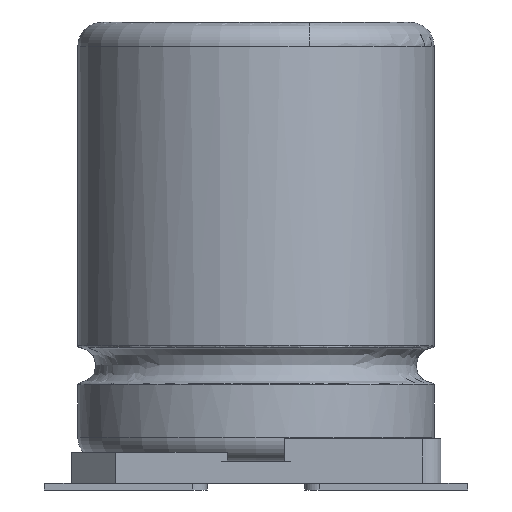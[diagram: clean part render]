
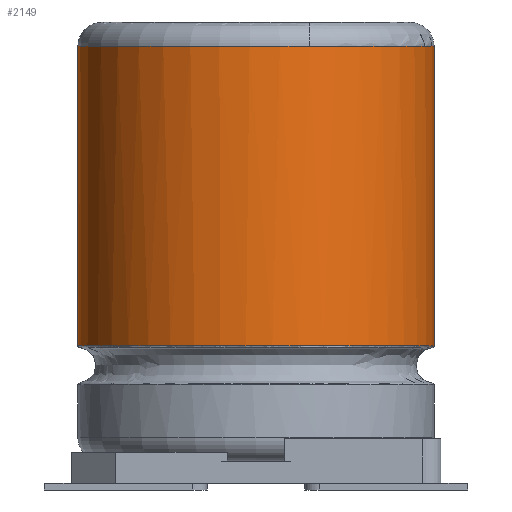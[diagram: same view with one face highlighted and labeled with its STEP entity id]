
A CAD part, front view. The second image highlights one B-rep face of the part: STEP entity #2149.
In plain terms, the highlighted cylindrical face has radius 4 mm (diameter 8 mm), a partial arc.
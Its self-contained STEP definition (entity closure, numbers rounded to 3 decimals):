
#47 = EDGE_CURVE ( 'NONE', #3936, #3491, #1534, .T. ) ;
#54 = VERTEX_POINT ( 'NONE', #2099 ) ;
#221 = VECTOR ( 'NONE', #853, 1000. ) ;
#527 = EDGE_CURVE ( 'NONE', #3054, #6413, #4447, .T. ) ;
#529 = CARTESIAN_POINT ( 'NONE',  ( 0., 0., 9.967 ) ) ;
#577 = ORIENTED_EDGE ( 'NONE', *, *, #7703, .F. ) ;
#853 = DIRECTION ( 'NONE',  ( 0., 0., 1. ) ) ;
#928 = CARTESIAN_POINT ( 'NONE',  ( -2.515, -3.575, 3.238 ) ) ;
#987 = B_SPLINE_CURVE_WITH_KNOTS ( 'NONE', 13,
 ( #2212, #7705, #1602, #5172, #2251, #3345, #4059, #3981, #5756, #928, #3386, #6455, #2781, #5215 ),
 .UNSPECIFIED., .F., .F.,
 ( 14, 14 ),
 ( 0.5, 1. ),
 .UNSPECIFIED. ) ;
#1059 = DIRECTION ( 'NONE',  ( 0., 0., -1. ) ) ;
#1534 = LINE ( 'NONE', #3987, #221 ) ;
#1602 = CARTESIAN_POINT ( 'NONE',  ( 3.747, -1.933, 3.238 ) ) ;
#1877 = DIRECTION ( 'NONE',  ( -1., 0., 0. ) ) ;
#1953 = CARTESIAN_POINT ( 'NONE',  ( -4., 0., 9.967 ) ) ;
#1974 = EDGE_CURVE ( 'NONE', #6413, #3491, #5693, .T. ) ;
#2099 = CARTESIAN_POINT ( 'NONE',  ( 4., 0., 3.238 ) ) ;
#2149 = ADVANCED_FACE ( 'NONE', ( #3394 ), #3906, .T. ) ;
#2212 = CARTESIAN_POINT ( 'NONE',  ( 4., 0., 3.238 ) ) ;
#2251 = CARTESIAN_POINT ( 'NONE',  ( 2.504, -3.577, 3.238 ) ) ;
#2708 = CARTESIAN_POINT ( 'NONE',  ( 0., 0., 3.2 ) ) ;
#2781 = CARTESIAN_POINT ( 'NONE',  ( -4., -0.953, 3.238 ) ) ;
#2847 = ORIENTED_EDGE ( 'NONE', *, *, #1974, .T. ) ;
#2985 = DIRECTION ( 'NONE',  ( -1., 0., 0. ) ) ;
#3054 = VERTEX_POINT ( 'NONE', #3274 ) ;
#3274 = CARTESIAN_POINT ( 'NONE',  ( 4., 0., 9.967 ) ) ;
#3345 = CARTESIAN_POINT ( 'NONE',  ( 1.583, -4.119, 3.238 ) ) ;
#3386 = CARTESIAN_POINT ( 'NONE',  ( -3.254, -2.816, 3.238 ) ) ;
#3394 = FACE_OUTER_BOUND ( 'NONE', #7476, .T. ) ;
#3491 = VERTEX_POINT ( 'NONE', #1953 ) ;
#3653 = ORIENTED_EDGE ( 'NONE', *, *, #527, .T. ) ;
#3686 = AXIS2_PLACEMENT_3D ( 'NONE', #4918, #7325, #1877 ) ;
#3906 = CYLINDRICAL_SURFACE ( 'NONE', #6559, 4. ) ;
#3936 = VERTEX_POINT ( 'NONE', #7877 ) ;
#3981 = CARTESIAN_POINT ( 'NONE',  ( -0.543, -4.404, 3.238 ) ) ;
#3987 = CARTESIAN_POINT ( 'NONE',  ( -4., 0., 3.2 ) ) ;
#4059 = CARTESIAN_POINT ( 'NONE',  ( 0.541, -4.403, 3.238 ) ) ;
#4447 = CIRCLE ( 'NONE', #3686, 4. ) ;
#4918 = CARTESIAN_POINT ( 'NONE',  ( 0., 0., 9.967 ) ) ;
#5002 = CARTESIAN_POINT ( 'NONE',  ( 1.2, -3.816, 9.967 ) ) ;
#5172 = CARTESIAN_POINT ( 'NONE',  ( 3.241, -2.828, 3.238 ) ) ;
#5215 = CARTESIAN_POINT ( 'NONE',  ( -4., 0., 3.238 ) ) ;
#5316 = AXIS2_PLACEMENT_3D ( 'NONE', #529, #1059, #2985 ) ;
#5693 = CIRCLE ( 'NONE', #5316, 4. ) ;
#5751 = ORIENTED_EDGE ( 'NONE', *, *, #47, .F. ) ;
#5750 = CARTESIAN_POINT ( 'NONE',  ( 4., 0., 3.2 ) ) ;
#5756 = CARTESIAN_POINT ( 'NONE',  ( -1.589, -4.12, 3.238 ) ) ;
#5779 = ORIENTED_EDGE ( 'NONE', *, *, #6518, .T. ) ;
#6413 = VERTEX_POINT ( 'NONE', #5002 ) ;
#6455 = CARTESIAN_POINT ( 'NONE',  ( -3.754, -1.916, 3.238 ) ) ;
#6518 = EDGE_CURVE ( 'NONE', #54, #3054, #7083, .T. ) ;
#6559 = AXIS2_PLACEMENT_3D ( 'NONE', #2708, #6939, #7630 ) ;
#6939 = DIRECTION ( 'NONE',  ( 0., 0., 1. ) ) ;
#6970 = DIRECTION ( 'NONE',  ( 0., 0., 1. ) ) ;
#7083 = LINE ( 'NONE', #5750, #7558 ) ;
#7325 = DIRECTION ( 'NONE',  ( 0., 0., -1. ) ) ;
#7476 = EDGE_LOOP ( 'NONE', ( #577, #5779, #3653, #2847, #5751 ) ) ;
#7558 = VECTOR ( 'NONE', #6970, 1000. ) ;
#7630 = DIRECTION ( 'NONE',  ( -1., 0., 0. ) ) ;
#7703 = EDGE_CURVE ( 'NONE', #54, #3936, #987, .T. ) ;
#7705 = CARTESIAN_POINT ( 'NONE',  ( 4., -0.967, 3.238 ) ) ;
#7877 = CARTESIAN_POINT ( 'NONE',  ( -4., 0., 3.238 ) ) ;
